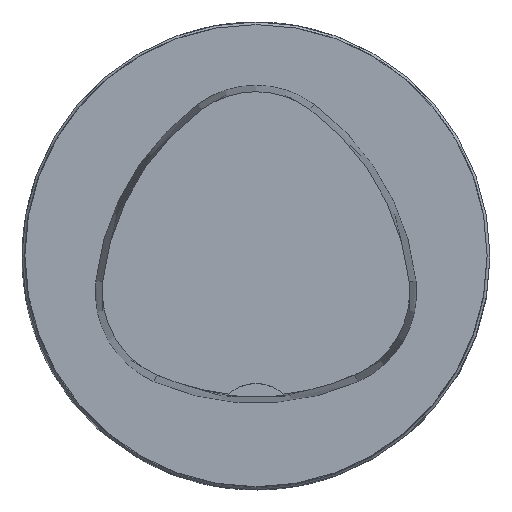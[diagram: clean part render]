
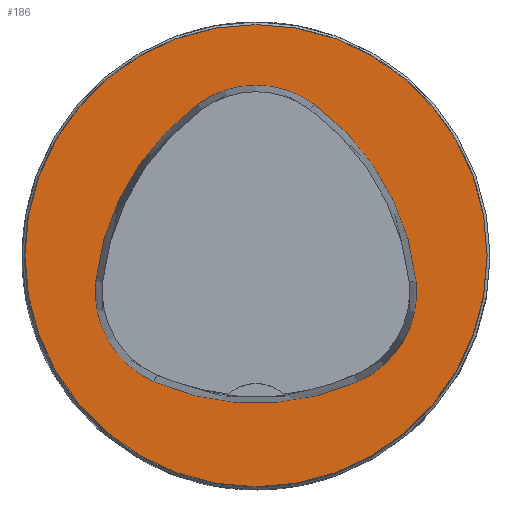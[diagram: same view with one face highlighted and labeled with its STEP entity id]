
A CAD part, top view. The second image highlights one B-rep face of the part: STEP entity #186.
In plain terms, the highlighted planar face has unit normal (0, 0, 1).
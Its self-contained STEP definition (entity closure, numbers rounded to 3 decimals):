
#93=FACE_BOUND('',#333,.T.);
#94=FACE_BOUND('',#334,.T.);
#186=ADVANCED_FACE('',(#93,#94),#249,.T.);
#249=PLANE('',#1031);
#333=EDGE_LOOP('',(#558,#559,#560,#561,#562,#563));
#334=EDGE_LOOP('',(#564));
#558=ORIENTED_EDGE('',*,*,#821,.T.);
#559=ORIENTED_EDGE('',*,*,#801,.T.);
#560=ORIENTED_EDGE('',*,*,#805,.T.);
#561=ORIENTED_EDGE('',*,*,#808,.T.);
#562=ORIENTED_EDGE('',*,*,#811,.T.);
#563=ORIENTED_EDGE('',*,*,#819,.T.);
#564=ORIENTED_EDGE('',*,*,#792,.F.);
#705=VERTEX_POINT('',#1516);
#714=VERTEX_POINT('',#1535);
#715=VERTEX_POINT('',#1536);
#718=VERTEX_POINT('',#1544);
#720=VERTEX_POINT('',#1550);
#722=VERTEX_POINT('',#1556);
#729=VERTEX_POINT('',#1577);
#792=EDGE_CURVE('',#705,#705,#883,.T.);
#801=EDGE_CURVE('',#714,#715,#884,.T.);
#805=EDGE_CURVE('',#715,#718,#886,.T.);
#808=EDGE_CURVE('',#718,#720,#888,.T.);
#811=EDGE_CURVE('',#720,#722,#890,.T.);
#819=EDGE_CURVE('',#722,#729,#894,.T.);
#821=EDGE_CURVE('',#729,#714,#896,.T.);
#883=CIRCLE('',#1003,40.);
#884=CIRCLE('',#1009,44.);
#886=CIRCLE('',#1012,17.);
#888=CIRCLE('',#1015,44.);
#890=CIRCLE('',#1018,17.);
#894=CIRCLE('',#1023,44.);
#896=CIRCLE('',#1026,17.);
#1003=AXIS2_PLACEMENT_3D('',#1515,#1187,#1188);
#1009=AXIS2_PLACEMENT_3D('',#1534,#1203,#1204);
#1012=AXIS2_PLACEMENT_3D('',#1543,#1211,#1212);
#1015=AXIS2_PLACEMENT_3D('',#1549,#1218,#1219);
#1018=AXIS2_PLACEMENT_3D('',#1555,#1225,#1226);
#1023=AXIS2_PLACEMENT_3D('',#1578,#1237,#1238);
#1026=AXIS2_PLACEMENT_3D('',#1581,#1243,#1244);
#1031=AXIS2_PLACEMENT_3D('',#1586,#1253,#1254);
#1187=DIRECTION('',(0.,0.,-1.));
#1188=DIRECTION('',(-1.,0.,0.));
#1203=DIRECTION('',(0.,0.,-1.));
#1204=DIRECTION('',(-1.,0.,0.));
#1211=DIRECTION('',(0.,0.,-1.));
#1212=DIRECTION('',(-1.,0.,0.));
#1218=DIRECTION('',(0.,0.,-1.));
#1219=DIRECTION('',(-1.,0.,0.));
#1225=DIRECTION('',(0.,0.,-1.));
#1226=DIRECTION('',(-1.,0.,0.));
#1237=DIRECTION('',(0.,0.,-1.));
#1238=DIRECTION('',(-1.,0.,0.));
#1243=DIRECTION('',(0.,0.,-1.));
#1244=DIRECTION('',(-1.,0.,0.));
#1253=DIRECTION('',(0.,0.,1.));
#1254=DIRECTION('',(1.,0.,0.));
#1515=CARTESIAN_POINT('',(0.,0.,0.));
#1516=CARTESIAN_POINT('',(-40.,0.,0.));
#1534=CARTESIAN_POINT('',(16.01,-9.224,0.));
#1535=CARTESIAN_POINT('',(-27.722,-4.378,0.));
#1536=CARTESIAN_POINT('',(-10.119,26.178,0.));
#1543=CARTESIAN_POINT('',(-0.023,12.5,0.));
#1544=CARTESIAN_POINT('',(10.049,26.194,0.));
#1549=CARTESIAN_POINT('',(-16.021,-9.25,0.));
#1550=CARTESIAN_POINT('',(27.71,-4.394,0.));
#1555=CARTESIAN_POINT('',(10.814,-6.27,0.));
#1556=CARTESIAN_POINT('',(17.611,-21.852,0.));
#1577=CARTESIAN_POINT('',(-17.652,-21.819,0.));
#1578=CARTESIAN_POINT('',(0.017,18.477,0.));
#1581=CARTESIAN_POINT('',(-10.825,-6.25,0.));
#1586=CARTESIAN_POINT('',(0.,0.,0.));
